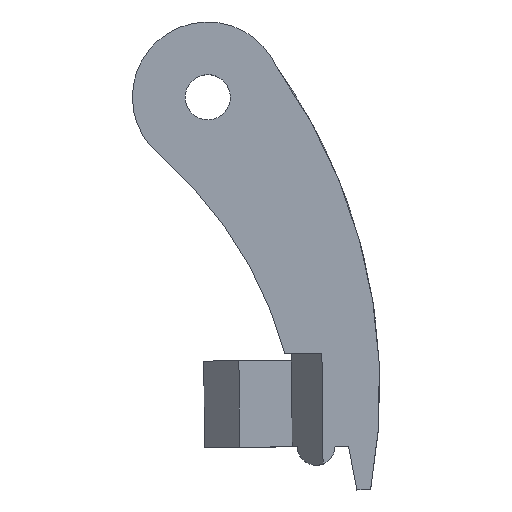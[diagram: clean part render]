
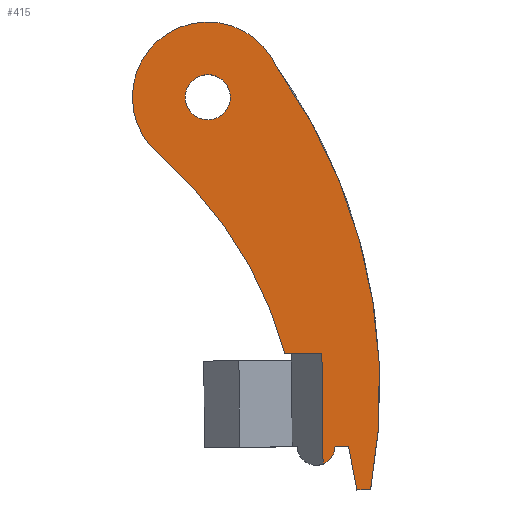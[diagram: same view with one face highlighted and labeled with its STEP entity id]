
A CAD part, top view. The second image highlights one B-rep face of the part: STEP entity #415.
In plain terms, the highlighted planar face has unit normal (0, 0, 1).
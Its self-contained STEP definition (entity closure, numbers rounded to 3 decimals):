
#29=PLANE('',#460);
#54=LINE('',#653,#96);
#55=LINE('',#655,#97);
#56=LINE('',#657,#98);
#57=LINE('',#659,#99);
#58=LINE('',#667,#100);
#96=VECTOR('',#523,1000.);
#97=VECTOR('',#524,1000.);
#98=VECTOR('',#525,1000.);
#99=VECTOR('',#526,1000.);
#100=VECTOR('',#533,1000.);
#146=ORIENTED_EDGE('',*,*,#261,.T.);
#147=ORIENTED_EDGE('',*,*,#244,.T.);
#148=ORIENTED_EDGE('',*,*,#262,.T.);
#149=ORIENTED_EDGE('',*,*,#263,.T.);
#150=ORIENTED_EDGE('',*,*,#264,.T.);
#151=ORIENTED_EDGE('',*,*,#265,.T.);
#152=ORIENTED_EDGE('',*,*,#266,.T.);
#153=ORIENTED_EDGE('',*,*,#267,.F.);
#154=ORIENTED_EDGE('',*,*,#268,.T.);
#155=ORIENTED_EDGE('',*,*,#269,.F.);
#244=EDGE_CURVE('',#302,#303,#341,.T.);
#261=EDGE_CURVE('',#318,#302,#54,.T.);
#262=EDGE_CURVE('',#303,#319,#55,.T.);
#263=EDGE_CURVE('',#319,#320,#56,.T.);
#264=EDGE_CURVE('',#320,#321,#57,.F.);
#265=EDGE_CURVE('',#321,#322,#346,.T.);
#266=EDGE_CURVE('',#322,#323,#347,.T.);
#267=EDGE_CURVE('',#324,#323,#348,.T.);
#268=EDGE_CURVE('',#324,#318,#58,.T.);
#269=EDGE_CURVE('',#325,#325,#349,.T.);
#302=VERTEX_POINT('',#619);
#303=VERTEX_POINT('',#620);
#318=VERTEX_POINT('',#654);
#319=VERTEX_POINT('',#656);
#320=VERTEX_POINT('',#658);
#321=VERTEX_POINT('',#660);
#322=VERTEX_POINT('',#662);
#323=VERTEX_POINT('',#664);
#324=VERTEX_POINT('',#666);
#325=VERTEX_POINT('',#669);
#341=CIRCLE('',#453,0.75);
#346=CIRCLE('',#461,22.053);
#347=CIRCLE('',#462,3.);
#348=CIRCLE('',#463,15.699);
#349=CIRCLE('',#464,0.9);
#358=EDGE_LOOP('',(#146,#147,#148,#149,#150,#151,#152,#153,#154));
#359=EDGE_LOOP('',(#155));
#383=FACE_BOUND('',#358,.T.);
#384=FACE_BOUND('',#359,.T.);
#415=ADVANCED_FACE('',(#383,#384),#29,.T.);
#453=AXIS2_PLACEMENT_3D('',#618,#496,#497);
#460=AXIS2_PLACEMENT_3D('',#652,#521,#522);
#461=AXIS2_PLACEMENT_3D('',#661,#527,#528);
#462=AXIS2_PLACEMENT_3D('',#663,#529,#530);
#463=AXIS2_PLACEMENT_3D('',#665,#531,#532);
#464=AXIS2_PLACEMENT_3D('',#668,#534,#535);
#496=DIRECTION('',(0.,0.,1.));
#497=DIRECTION('',(0.,-1.,0.));
#521=DIRECTION('',(0.,0.,1.));
#522=DIRECTION('',(1.,0.,0.));
#523=DIRECTION('',(0.,-1.,0.));
#524=DIRECTION('',(1.,0.,0.));
#525=DIRECTION('',(0.176,-0.984,0.));
#526=DIRECTION('',(-1.,0.008,0.));
#527=DIRECTION('',(0.,0.,1.));
#528=DIRECTION('',(0.,-1.,0.));
#529=DIRECTION('',(0.,0.,1.));
#530=DIRECTION('',(0.,-1.,0.));
#531=DIRECTION('',(0.,0.,1.));
#532=DIRECTION('',(0.,-1.,0.));
#533=DIRECTION('',(1.,0.,0.));
#534=DIRECTION('',(0.,0.,1.));
#535=DIRECTION('',(0.,-1.,0.));
#618=CARTESIAN_POINT('',(4.177,-13.948,0.));
#619=CARTESIAN_POINT('',(4.442,-14.65,0.));
#620=CARTESIAN_POINT('',(4.927,-13.948,0.));
#652=CARTESIAN_POINT('',(-329.564,237.754,0.));
#653=CARTESIAN_POINT('',(4.442,237.754,0.));
#654=CARTESIAN_POINT('',(4.442,-10.248,0.));
#655=CARTESIAN_POINT('',(3.36,-13.948,0.));
#656=CARTESIAN_POINT('',(5.463,-13.948,0.));
#657=CARTESIAN_POINT('',(5.712,-15.345,0.));
#658=CARTESIAN_POINT('',(5.775,-15.694,0.));
#659=CARTESIAN_POINT('',(-331.648,-12.889,0.));
#660=CARTESIAN_POINT('',(6.326,-15.698,0.));
#661=CARTESIAN_POINT('',(-15.318,-11.466,0.));
#662=CARTESIAN_POINT('',(2.772,1.148,0.));
#663=CARTESIAN_POINT('',(0.,0.,0.));
#664=CARTESIAN_POINT('',(-1.955,-2.276,0.));
#665=CARTESIAN_POINT('',(-12.253,-14.125,0.));
#666=CARTESIAN_POINT('',(2.96,-10.248,0.));
#667=CARTESIAN_POINT('',(-329.564,-10.248,0.));
#668=CARTESIAN_POINT('',(0.,0.,0.));
#669=CARTESIAN_POINT('',(0.,-0.9,0.));
